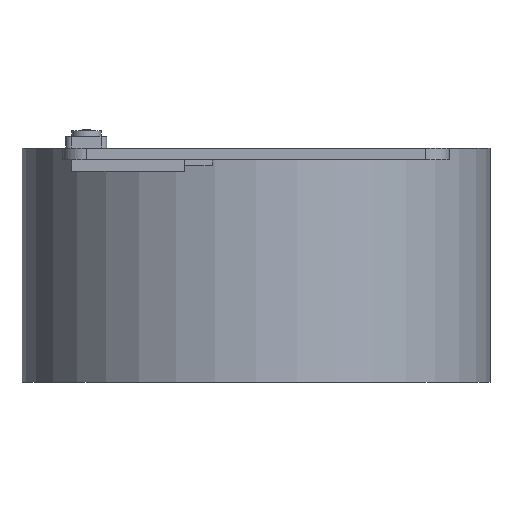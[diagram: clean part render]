
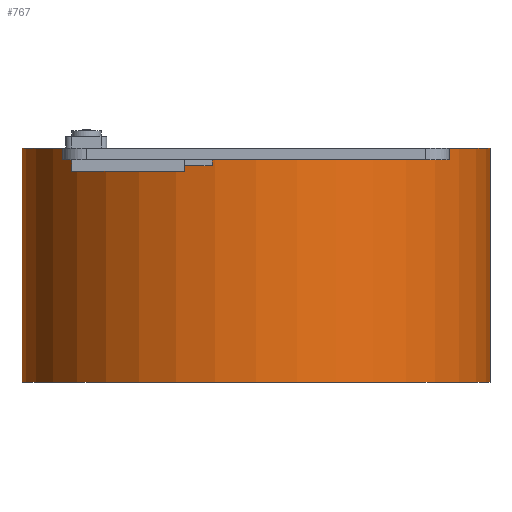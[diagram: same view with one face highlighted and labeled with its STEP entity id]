
A CAD part, left-side view. The second image highlights one B-rep face of the part: STEP entity #767.
In plain terms, the highlighted cylindrical face has radius 40 mm (diameter 80 mm), a full revolution.
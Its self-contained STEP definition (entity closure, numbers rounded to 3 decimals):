
#95=FACE_OUTER_BOUND('',#147,.T.);
#147=EDGE_LOOP('',(#646,#647,#648,#649));
#220=LINE('',#1287,#283);
#283=VECTOR('',#1070,40.);
#312=CIRCLE('',#866,40.);
#313=CIRCLE('',#867,40.);
#376=VERTEX_POINT('',#1284);
#377=VERTEX_POINT('',#1286);
#468=EDGE_CURVE('',#376,#376,#312,.T.);
#469=EDGE_CURVE('',#376,#377,#220,.T.);
#470=EDGE_CURVE('',#377,#377,#313,.T.);
#646=ORIENTED_EDGE('',*,*,#468,.F.);
#647=ORIENTED_EDGE('',*,*,#469,.T.);
#648=ORIENTED_EDGE('',*,*,#470,.F.);
#649=ORIENTED_EDGE('',*,*,#469,.F.);
#683=CYLINDRICAL_SURFACE('',#865,40.);
#767=ADVANCED_FACE('',(#95),#683,.T.);
#865=AXIS2_PLACEMENT_3D('',#1283,#1066,#1067);
#866=AXIS2_PLACEMENT_3D('',#1285,#1068,#1069);
#867=AXIS2_PLACEMENT_3D('',#1288,#1071,#1072);
#1066=DIRECTION('center_axis',(0.,0.,-1.));
#1067=DIRECTION('ref_axis',(1.,0.,0.));
#1068=DIRECTION('center_axis',(0.,0.,-1.));
#1069=DIRECTION('ref_axis',(1.,0.,0.));
#1070=DIRECTION('',(0.,0.,1.));
#1071=DIRECTION('center_axis',(0.,0.,1.));
#1072=DIRECTION('ref_axis',(1.,0.,0.));
#1283=CARTESIAN_POINT('Origin',(0.,0.,2.));
#1284=CARTESIAN_POINT('',(-40.,0.,-38.));
#1285=CARTESIAN_POINT('Origin',(0.,0.,-38.));
#1286=CARTESIAN_POINT('',(-40.,0.,2.));
#1287=CARTESIAN_POINT('',(-40.,0.,2.));
#1288=CARTESIAN_POINT('Origin',(0.,0.,2.));
